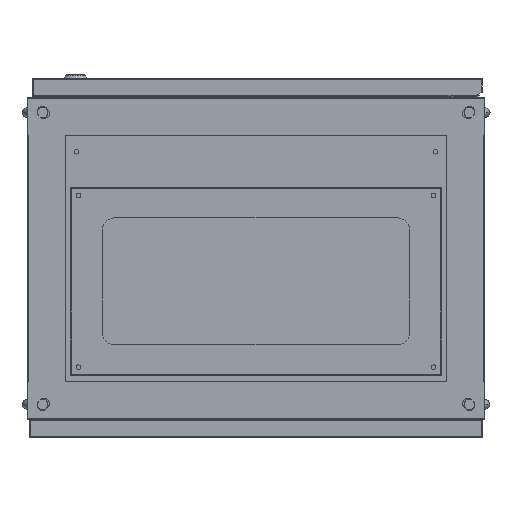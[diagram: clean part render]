
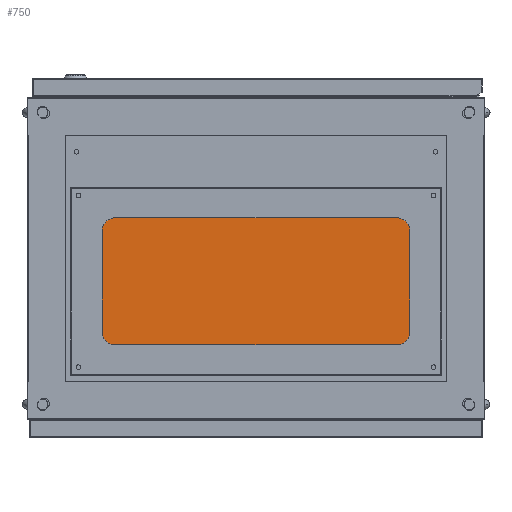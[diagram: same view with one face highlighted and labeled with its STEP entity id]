
A CAD part, front view. The second image highlights one B-rep face of the part: STEP entity #750.
In plain terms, the highlighted planar face has unit normal (0, -1, 0).
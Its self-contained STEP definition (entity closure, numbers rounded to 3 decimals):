
#410 = LINE ( 'NONE', #571, #33392 ) ;
#571 = CARTESIAN_POINT ( 'NONE',  ( -242.5, 9., -152. ) ) ;
#750 = ADVANCED_FACE ( 'NONE', ( #12035, #44902, #62232, #27508, #9966 ), #8662, .F. ) ;
#2012 = ORIENTED_EDGE ( 'NONE', *, *, #41926, .T. ) ;
#2589 = DIRECTION ( 'NONE',  ( 0., 0., 1. ) ) ;
#3207 = DIRECTION ( 'NONE',  ( 0., 0., 1. ) ) ;
#3473 = CARTESIAN_POINT ( 'NONE',  ( -233., 9., 79.5 ) ) ;
#3898 = DIRECTION ( 'NONE',  ( 0., 0., 1. ) ) ;
#4236 = CIRCLE ( 'NONE', #42874, 3. ) ;
#4413 = VERTEX_POINT ( 'NONE', #58142 ) ;
#5626 = CARTESIAN_POINT ( 'NONE',  ( 233., 9., -142.5 ) ) ;
#6014 = DIRECTION ( 'NONE',  ( 0., 0., 1. ) ) ;
#6788 = LINE ( 'NONE', #43340, #26417 ) ;
#7228 = DIRECTION ( 'NONE',  ( -1., 0., 0. ) ) ;
#7911 = VERTEX_POINT ( 'NONE', #83454 ) ;
#8453 = DIRECTION ( 'NONE',  ( 0., 0., 1. ) ) ;
#8544 = DIRECTION ( 'NONE',  ( 0., 1., 0. ) ) ;
#8662 = PLANE ( 'NONE',  #28306 ) ;
#8687 = VERTEX_POINT ( 'NONE', #16633 ) ;
#9120 = CARTESIAN_POINT ( 'NONE',  ( 0., 9., 0. ) ) ;
#9412 = ORIENTED_EDGE ( 'NONE', *, *, #42668, .T. ) ;
#9570 = DIRECTION ( 'NONE',  ( 0., 1., 0. ) ) ;
#9966 = FACE_BOUND ( 'NONE', #28274, .T. ) ;
#10386 = CARTESIAN_POINT ( 'NONE',  ( -242.5, 9., -152. ) ) ;
#10653 = VERTEX_POINT ( 'NONE', #30968 ) ;
#11417 = ORIENTED_EDGE ( 'NONE', *, *, #35862, .T. ) ;
#12035 = FACE_BOUND ( 'NONE', #79403, .T. ) ;
#12283 = DIRECTION ( 'NONE',  ( 0., 0., 1. ) ) ;
#12653 = CARTESIAN_POINT ( 'NONE',  ( 233., 9., 82.5 ) ) ;
#14862 = CARTESIAN_POINT ( 'NONE',  ( 233., 9., -139.5 ) ) ;
#15068 = AXIS2_PLACEMENT_3D ( 'NONE', #48899, #9570, #55411 ) ;
#16491 = CIRCLE ( 'NONE', #57664, 3. ) ;
#16633 = CARTESIAN_POINT ( 'NONE',  ( 242.5, 9., -152. ) ) ;
#17885 = CIRCLE ( 'NONE', #80967, 3. ) ;
#19111 = DIRECTION ( 'NONE',  ( 1., 0., 0. ) ) ;
#19296 = DIRECTION ( 'NONE',  ( 0., 0., 1. ) ) ;
#19849 = VERTEX_POINT ( 'NONE', #47936 ) ;
#19928 = VERTEX_POINT ( 'NONE', #22704 ) ;
#20410 = VERTEX_POINT ( 'NONE', #14862 ) ;
#22704 = CARTESIAN_POINT ( 'NONE',  ( -242.5, 9., 92. ) ) ;
#25214 = ORIENTED_EDGE ( 'NONE', *, *, #44339, .F. ) ;
#26417 = VECTOR ( 'NONE', #56124, 1000. ) ;
#26754 = DIRECTION ( 'NONE',  ( 0., 1., 0. ) ) ;
#27508 = FACE_BOUND ( 'NONE', #70303, .T. ) ;
#27570 = ORIENTED_EDGE ( 'NONE', *, *, #41302, .T. ) ;
#28274 = EDGE_LOOP ( 'NONE', ( #40808, #43022 ) ) ;
#28306 = AXIS2_PLACEMENT_3D ( 'NONE', #9120, #8544, #8453 ) ;
#29488 = VERTEX_POINT ( 'NONE', #51459 ) ;
#30968 = CARTESIAN_POINT ( 'NONE',  ( 233., 9., 79.5 ) ) ;
#32579 = CIRCLE ( 'NONE', #15068, 3. ) ;
#33392 = VECTOR ( 'NONE', #7228, 1000. ) ;
#34177 = ORIENTED_EDGE ( 'NONE', *, *, #43607, .F. ) ;
#35862 = EDGE_CURVE ( 'NONE', #20410, #29488, #46653, .T. ) ;
#36960 = EDGE_CURVE ( 'NONE', #83270, #4413, #4236, .T. ) ;
#38342 = EDGE_CURVE ( 'NONE', #7911, #84566, #32579, .T. ) ;
#38744 = CIRCLE ( 'NONE', #79057, 3. ) ;
#39369 = EDGE_CURVE ( 'NONE', #19849, #10653, #38744, .T. ) ;
#40808 = ORIENTED_EDGE ( 'NONE', *, *, #40936, .T. ) ;
#40936 = EDGE_CURVE ( 'NONE', #10653, #19849, #17885, .T. ) ;
#40998 = ORIENTED_EDGE ( 'NONE', *, *, #46226, .F. ) ;
#41302 = EDGE_CURVE ( 'NONE', #84566, #7911, #58766, .T. ) ;
#41926 = EDGE_CURVE ( 'NONE', #4413, #83270, #16491, .T. ) ;
#42056 = DIRECTION ( 'NONE',  ( 0., 1., 0. ) ) ;
#42660 = DIRECTION ( 'NONE',  ( 0., 1., 0. ) ) ;
#42668 = EDGE_CURVE ( 'NONE', #29488, #20410, #63420, .T. ) ;
#42874 = AXIS2_PLACEMENT_3D ( 'NONE', #84424, #45394, #6014 ) ;
#43022 = ORIENTED_EDGE ( 'NONE', *, *, #39369, .T. ) ;
#43048 = VECTOR ( 'NONE', #19111, 1000. ) ;
#43339 = DIRECTION ( 'NONE',  ( 0., 1., 0. ) ) ;
#43340 = CARTESIAN_POINT ( 'NONE',  ( 242.5, 9., -152. ) ) ;
#43607 = EDGE_CURVE ( 'NONE', #63821, #19928, #50274, .T. ) ;
#44339 = EDGE_CURVE ( 'NONE', #19928, #57848, #62383, .T. ) ;
#44902 = FACE_BOUND ( 'NONE', #64054, .T. ) ;
#45208 = CARTESIAN_POINT ( 'NONE',  ( -242.5, 9., 92. ) ) ;
#45344 = EDGE_CURVE ( 'NONE', #57848, #8687, #6788, .T. ) ;
#45394 = DIRECTION ( 'NONE',  ( 0., 1., 0. ) ) ;
#46226 = EDGE_CURVE ( 'NONE', #8687, #63821, #410, .T. ) ;
#46653 = CIRCLE ( 'NONE', #60810, 3. ) ;
#47756 = ORIENTED_EDGE ( 'NONE', *, *, #38342, .T. ) ;
#47936 = CARTESIAN_POINT ( 'NONE',  ( 233., 9., 85.5 ) ) ;
#48899 = CARTESIAN_POINT ( 'NONE',  ( -233., 9., 82.5 ) ) ;
#49083 = AXIS2_PLACEMENT_3D ( 'NONE', #5626, #51545, #12283 ) ;
#50274 = LINE ( 'NONE', #10386, #65570 ) ;
#51459 = CARTESIAN_POINT ( 'NONE',  ( 233., 9., -145.5 ) ) ;
#51545 = DIRECTION ( 'NONE',  ( 0., 1., 0. ) ) ;
#51860 = EDGE_LOOP ( 'NONE', ( #34177, #40998, #66519, #25214 ) ) ;
#55411 = DIRECTION ( 'NONE',  ( 0., 0., 1. ) ) ;
#56124 = DIRECTION ( 'NONE',  ( 0., 0., -1. ) ) ;
#57664 = AXIS2_PLACEMENT_3D ( 'NONE', #81073, #42056, #2589 ) ;
#57848 = VERTEX_POINT ( 'NONE', #69934 ) ;
#58142 = CARTESIAN_POINT ( 'NONE',  ( -233., 9., -145.5 ) ) ;
#58490 = DIRECTION ( 'NONE',  ( 0., 1., 0. ) ) ;
#58766 = CIRCLE ( 'NONE', #72725, 3. ) ;
#60810 = AXIS2_PLACEMENT_3D ( 'NONE', #81685, #42660, #3207 ) ;
#62232 = FACE_OUTER_BOUND ( 'NONE', #51860, .T. ) ;
#62383 = LINE ( 'NONE', #45208, #43048 ) ;
#62789 = DIRECTION ( 'NONE',  ( 0., 0., 1. ) ) ;
#63420 = CIRCLE ( 'NONE', #49083, 3. ) ;
#63821 = VERTEX_POINT ( 'NONE', #65459 ) ;
#64054 = EDGE_LOOP ( 'NONE', ( #9412, #11417 ) ) ;
#65459 = CARTESIAN_POINT ( 'NONE',  ( -242.5, 9., -152. ) ) ;
#65570 = VECTOR ( 'NONE', #62789, 1000. ) ;
#65873 = CARTESIAN_POINT ( 'NONE',  ( 233., 9., 82.5 ) ) ;
#66519 = ORIENTED_EDGE ( 'NONE', *, *, #45344, .F. ) ;
#69934 = CARTESIAN_POINT ( 'NONE',  ( 242.5, 9., 92. ) ) ;
#70303 = EDGE_LOOP ( 'NONE', ( #2012, #75741 ) ) ;
#72457 = DIRECTION ( 'NONE',  ( 0., 0., 1. ) ) ;
#72725 = AXIS2_PLACEMENT_3D ( 'NONE', #82355, #43339, #3898 ) ;
#73057 = CARTESIAN_POINT ( 'NONE',  ( -233., 9., -139.5 ) ) ;
#75741 = ORIENTED_EDGE ( 'NONE', *, *, #36960, .T. ) ;
#79057 = AXIS2_PLACEMENT_3D ( 'NONE', #65873, #26754, #72457 ) ;
#79403 = EDGE_LOOP ( 'NONE', ( #27570, #47756 ) ) ;
#80967 = AXIS2_PLACEMENT_3D ( 'NONE', #12653, #58490, #19296 ) ;
#81073 = CARTESIAN_POINT ( 'NONE',  ( -233., 9., -142.5 ) ) ;
#81685 = CARTESIAN_POINT ( 'NONE',  ( 233., 9., -142.5 ) ) ;
#82355 = CARTESIAN_POINT ( 'NONE',  ( -233., 9., 82.5 ) ) ;
#83270 = VERTEX_POINT ( 'NONE', #73057 ) ;
#83454 = CARTESIAN_POINT ( 'NONE',  ( -233., 9., 85.5 ) ) ;
#84424 = CARTESIAN_POINT ( 'NONE',  ( -233., 9., -142.5 ) ) ;
#84566 = VERTEX_POINT ( 'NONE', #3473 ) ;
